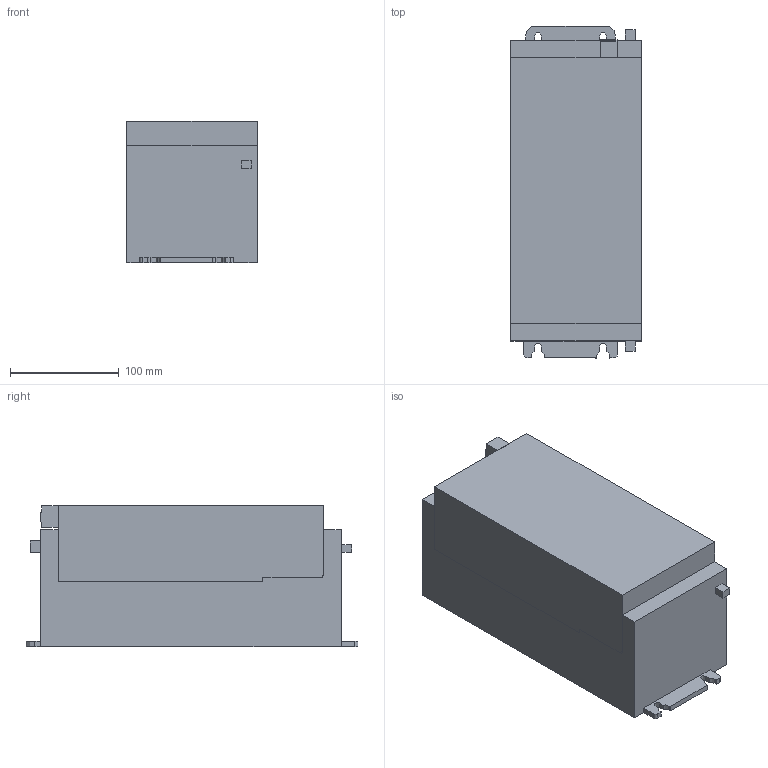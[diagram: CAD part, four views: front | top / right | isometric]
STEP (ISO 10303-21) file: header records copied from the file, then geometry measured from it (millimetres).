
FILE_DESCRIPTION(/* description */ (''),/* implementation_level */ '2;1');
FILE_NAME(/* name */ '3d_7_5kW400÷480VAC50_60Hz-VLB30075A480.stp',/* time_stamp */ '2016-09-07T14:50:23+02:00',/* author */ ('Andrzej'),/* organization */ (''),/* preprocessor_version */ 'ST-DEVELOPER v15.5',/* originating_system */ 'AutoCAD Mechanical',/* authorisation */ '');
FILE_SCHEMA (('AUTOMOTIVE_DESIGN { 1 0 10303 214 3 1 1 }'));
Length unit declared in the file: millimetre
Products named in the file (1): Product
Bounding box: 120 x 305 x 130 mm (x, y, z)
Volume: 4236976.9 mm3; surface area: 257072.7 mm2
Topology: 5 solids, 5 shells, 88 faces, 1249 edges, 2152 vertices
Faces by surface type: plane 74, cylinder 14
Entity records: 9953 total; most frequent: CARTESIAN_POINT 3508, DIRECTION 1557, LINE 1119, VECTOR 1119, TRIMMED_CURVE 1003, ORIENTED_EDGE 492, EDGE_CURVE 246, AXIS2_PLACEMENT_3D 219
